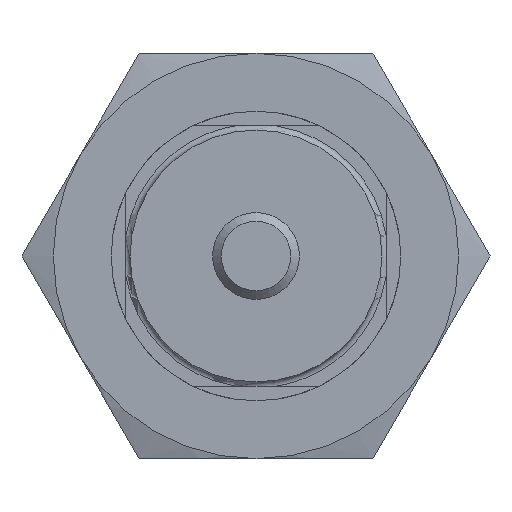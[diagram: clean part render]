
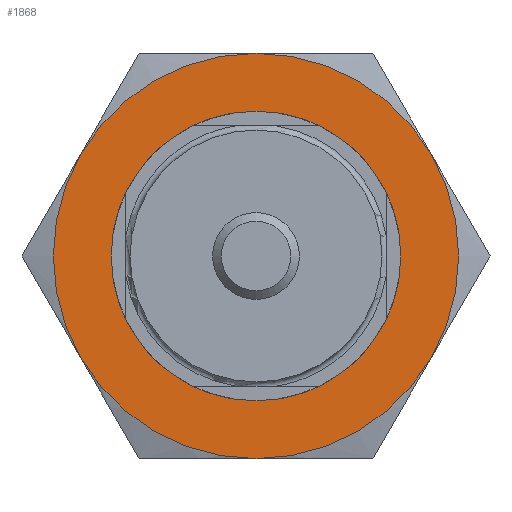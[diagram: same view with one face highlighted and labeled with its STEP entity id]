
A CAD part, left-side view. The second image highlights one B-rep face of the part: STEP entity #1868.
In plain terms, the highlighted planar face has unit normal (-1, 0, 0).
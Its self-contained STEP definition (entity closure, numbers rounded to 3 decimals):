
#237=CARTESIAN_POINT('',(14.5,0.0,5.0));
#238=VERTEX_POINT('',#237);
#239=CARTESIAN_POINT('',(14.5,0.0,0.0));
#240=DIRECTION('',(-1.0,0.0,0.0));
#241=DIRECTION('',(0.0,0.0,1.0));
#242=AXIS2_PLACEMENT_3D('',#239,#240,#241);
#243=CIRCLE('',#242,5.0);
#244=EDGE_CURVE('',#238,#238,#243,.T.);
#1491=CARTESIAN_POINT('',(14.5,6.062,-3.5));
#1492=VERTEX_POINT('',#1491);
#1538=CARTESIAN_POINT('',(14.5,0.,-7.));
#1539=VERTEX_POINT('',#1538);
#1576=CARTESIAN_POINT('',(14.5,6.062,3.5));
#1577=VERTEX_POINT('',#1576);
#1623=CARTESIAN_POINT('',(14.5,0.,7.));
#1624=VERTEX_POINT('',#1623);
#1670=CARTESIAN_POINT('',(14.5,-6.062,3.5));
#1671=VERTEX_POINT('',#1670);
#1716=CARTESIAN_POINT('',(14.5,-6.062,-3.5));
#1717=VERTEX_POINT('',#1716);
#1755=CARTESIAN_POINT('',(14.5,0.0,0.0));
#1756=DIRECTION('',(-1.0,0.0,0.0));
#1757=DIRECTION('',(0.0,0.0,-1.0));
#1758=AXIS2_PLACEMENT_3D('',#1755,#1756,#1757);
#1759=CIRCLE('',#1758,7.);
#1760=EDGE_CURVE('',#1577,#1492,#1759,.T.);
#1773=CARTESIAN_POINT('',(14.5,0.0,0.0));
#1774=DIRECTION('',(-1.0,0.0,0.0));
#1775=DIRECTION('',(0.0,0.0,-1.0));
#1776=AXIS2_PLACEMENT_3D('',#1773,#1774,#1775);
#1777=CIRCLE('',#1776,7.);
#1778=EDGE_CURVE('',#1492,#1539,#1777,.T.);
#1789=CARTESIAN_POINT('',(14.5,0.0,0.0));
#1790=DIRECTION('',(-1.0,0.0,0.0));
#1791=DIRECTION('',(0.0,0.0,-1.0));
#1792=AXIS2_PLACEMENT_3D('',#1789,#1790,#1791);
#1793=CIRCLE('',#1792,7.);
#1794=EDGE_CURVE('',#1539,#1717,#1793,.T.);
#1806=CARTESIAN_POINT('',(14.5,0.0,0.0));
#1807=DIRECTION('',(-1.0,0.0,0.0));
#1808=DIRECTION('',(0.0,0.0,-1.0));
#1809=AXIS2_PLACEMENT_3D('',#1806,#1807,#1808);
#1810=CIRCLE('',#1809,7.);
#1811=EDGE_CURVE('',#1624,#1577,#1810,.T.);
#1823=CARTESIAN_POINT('',(14.5,0.0,0.0));
#1824=DIRECTION('',(-1.0,0.0,0.0));
#1825=DIRECTION('',(0.0,0.0,-1.0));
#1826=AXIS2_PLACEMENT_3D('',#1823,#1824,#1825);
#1827=CIRCLE('',#1826,7.);
#1828=EDGE_CURVE('',#1671,#1624,#1827,.T.);
#1840=CARTESIAN_POINT('',(14.5,0.0,0.0));
#1841=DIRECTION('',(-1.0,0.0,0.0));
#1842=DIRECTION('',(0.0,0.0,-1.0));
#1843=AXIS2_PLACEMENT_3D('',#1840,#1841,#1842);
#1844=CIRCLE('',#1843,7.);
#1845=EDGE_CURVE('',#1717,#1671,#1844,.T.);
#1852=CARTESIAN_POINT('',(14.5,7.084,7.084));
#1853=DIRECTION('',(1.0,0.0,0.0));
#1854=DIRECTION('',(0.0,0.0,-1.0));
#1855=AXIS2_PLACEMENT_3D('',#1852,#1853,#1854);
#1856=PLANE('',#1855);
#1857=ORIENTED_EDGE('',*,*,#1794,.T.);
#1858=ORIENTED_EDGE('',*,*,#1845,.T.);
#1859=ORIENTED_EDGE('',*,*,#1828,.T.);
#1860=ORIENTED_EDGE('',*,*,#1811,.T.);
#1861=ORIENTED_EDGE('',*,*,#1760,.T.);
#1862=ORIENTED_EDGE('',*,*,#1778,.T.);
#1863=EDGE_LOOP('',(#1857,#1858,#1859,#1860,#1861,#1862));
#1864=FACE_OUTER_BOUND('',#1863,.T.);
#1865=ORIENTED_EDGE('',*,*,#244,.F.);
#1866=EDGE_LOOP('',(#1865));
#1867=FACE_BOUND('',#1866,.T.);
#1868=ADVANCED_FACE('',(#1864,#1867),#1856,.F.);
